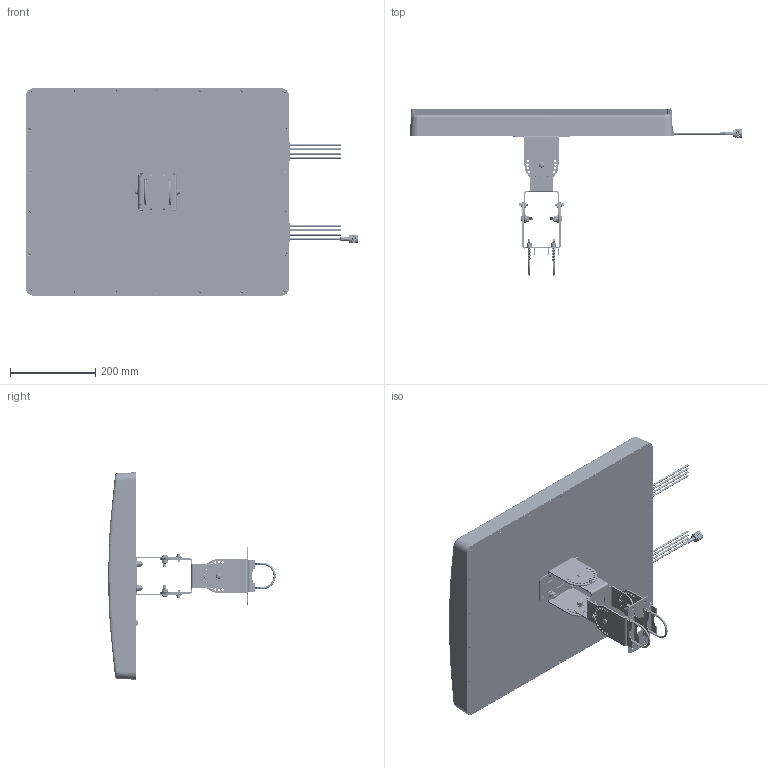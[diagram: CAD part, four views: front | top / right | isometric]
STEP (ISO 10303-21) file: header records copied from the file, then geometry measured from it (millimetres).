
FILE_DESCRIPTION (( 'STEP AP214' ), '1' );
FILE_NAME ('FMANFP1044_3D.step', '2023-02-23T00:56:11', ( '' ), ( '' ), 'SwSTEP 2.0', 'SolidWorks 2022', '' );
FILE_SCHEMA (( 'AUTOMOTIVE_DESIGN' ));
Length unit declared in the file: inch
Products named in the file (25): FMANFP1044_3D; DIBAN.stp; PE4329_CRIMPED; JM_TA_03.stp; CA-LMR-200_1_1" Long; LUOMU_M8.stp; AA.stp; TANJIE_6.stp; TIANXIANZHAO.stp; BB.stp; CM5X15.stp; ERT_ASM.stp; DIANLAN-88S.stp; DIANPIAN_8.stp; KA3X10.stp; DIANPIAN_5.stp; TANJIE_5.stp; RM8X25-F.stp; TANJIE_8.stp; JM_TA_02.stp; DIANPIAN_6.stp; HUTAO.stp; LCANFP1043_WX8PB12011A-1.stp; LUOMU_M6.stp; M5_YAMAOLUOMU.stp
Assembly tree (102 placements, depth 4):
  FMANFP1044_3D
    LCANFP1043_WX8PB12011A-1.stp
      ERT_ASM.stp
        AA.stp  x2
        BB.stp
        M5_YAMAOLUOMU.stp  x12
        DIANPIAN_5.stp  x4
        TANJIE_5.stp  x4
        CM5X15.stp  x4
        RM8X25-F.stp  x4
        DIANPIAN_8.stp  x4
        TANJIE_8.stp  x4
        LUOMU_M8.stp  x4
        JM_TA_03.stp  x2
        JM_TA_02.stp  x2
        DIANPIAN_6.stp  x4
        TANJIE_6.stp  x4
        LUOMU_M6.stp  x4
      DIBAN.stp
      TIANXIANZHAO.stp
      DIANPIAN_8.stp  x4
      TANJIE_8.stp  x4
      LUOMU_M8.stp  x4
      HUTAO.stp  x2
      DIANLAN-88S.stp
      KA3X10.stp  x22
    PE4329_CRIMPED
    CA-LMR-200_1_1" Long
Bounding box: 777.83 x 392.15 x 486 mm (x, y, z)
Volume: 2145405.8 mm3; surface area: 1945604.4 mm2
Topology: 108 solids, 108 shells, 8319 faces, 21383 edges, 13326 vertices
Faces by surface type: cylinder 2862, bspline 2429, plane 2041, cone 737, torus 242, sphere 8
Entity records: 211298 total; most frequent: CARTESIAN_POINT 117246, ORIENTED_EDGE 23932, DIRECTION 13637, EDGE_CURVE 11966, VERTEX_POINT 7213, AXIS2_PLACEMENT_3D 5121, EDGE_LOOP 5095, FACE_OUTER_BOUND 4856
